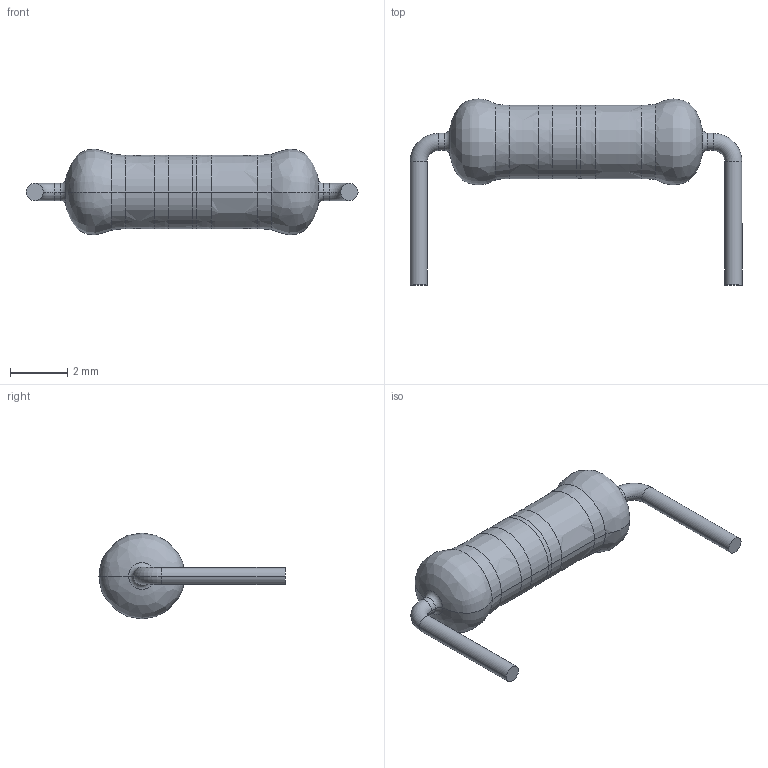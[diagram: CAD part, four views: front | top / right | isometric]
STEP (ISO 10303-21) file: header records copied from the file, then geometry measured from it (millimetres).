
FILE_DESCRIPTION (( 'STEP AP214' ), '1' );
FILE_NAME ('resistor 0W5-1K0.STEP', '2021-09-24T10:12:45', ( '' ), ( '' ), 'SwSTEP 2.0', 'SolidWorks 2020', '' );
FILE_SCHEMA (( 'AUTOMOTIVE_DESIGN' ));
Length unit declared in the file: millimetre
Products named in the file (1): resistor 0W5-1K0
Bounding box: 11.6 x 6.5 x 3 mm (x, y, z)
Volume: 50.6 mm3; surface area: 101.9 mm2
Topology: 1 solids, 1 shells, 38 faces, 74 edges, 38 vertices
Faces by surface type: bspline 20, torus 8, cylinder 8, plane 2
Entity records: 1984 total; most frequent: CARTESIAN_POINT 851, ORIENTED_EDGE 148, DIRECTION 138, EDGE_CURVE 74, AXIS2_PLACEMENT_3D 65, CIRCLE 46, UNCERTAINTY_MEASURE_WITH_UNIT 41, COLOUR_RGB 40
